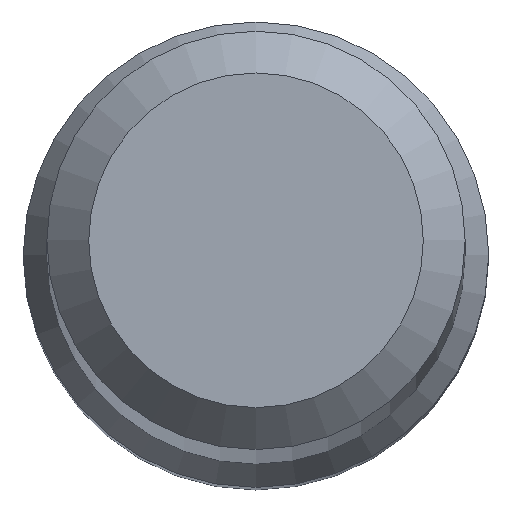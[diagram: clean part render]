
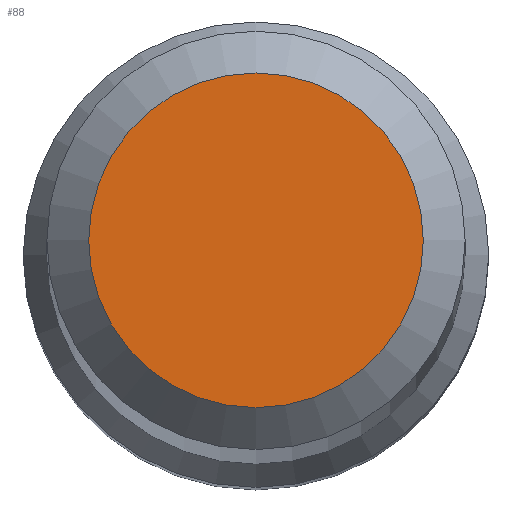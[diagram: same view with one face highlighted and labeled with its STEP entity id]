
A CAD part, top view. The second image highlights one B-rep face of the part: STEP entity #88.
In plain terms, the highlighted planar face has unit normal (0, 0, 1).
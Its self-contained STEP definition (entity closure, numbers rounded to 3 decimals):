
#1 = CARTESIAN_POINT ( 'NONE',  ( 0., 1.2, 70. ) ) ;
#4 = CIRCLE ( 'NONE', #190, 1.2 ) ;
#20 = DIRECTION ( 'NONE',  ( 0., -1., 0. ) ) ;
#42 = EDGE_CURVE ( 'NONE', #139, #139, #4, .T. ) ;
#58 = FACE_OUTER_BOUND ( 'NONE', #126, .T. ) ;
#77 = PLANE ( 'NONE',  #127 ) ;
#81 = CARTESIAN_POINT ( 'NONE',  ( 0., 0., 70. ) ) ;
#88 = ADVANCED_FACE ( 'NONE', ( #58 ), #77, .T. ) ;
#95 = ORIENTED_EDGE ( 'NONE', *, *, #42, .F. ) ;
#126 = EDGE_LOOP ( 'NONE', ( #95 ) ) ;
#127 = AXIS2_PLACEMENT_3D ( 'NONE', #81, #192, #20 ) ;
#134 = CARTESIAN_POINT ( 'NONE',  ( 0., 0., 70. ) ) ;
#139 = VERTEX_POINT ( 'NONE', #1 ) ;
#150 = DIRECTION ( 'NONE',  ( 0., 1., 0. ) ) ;
#190 = AXIS2_PLACEMENT_3D ( 'NONE', #134, #242, #150 ) ;
#192 = DIRECTION ( 'NONE',  ( 0., 0., 1. ) ) ;
#242 = DIRECTION ( 'NONE',  ( 0., 0., -1. ) ) ;
